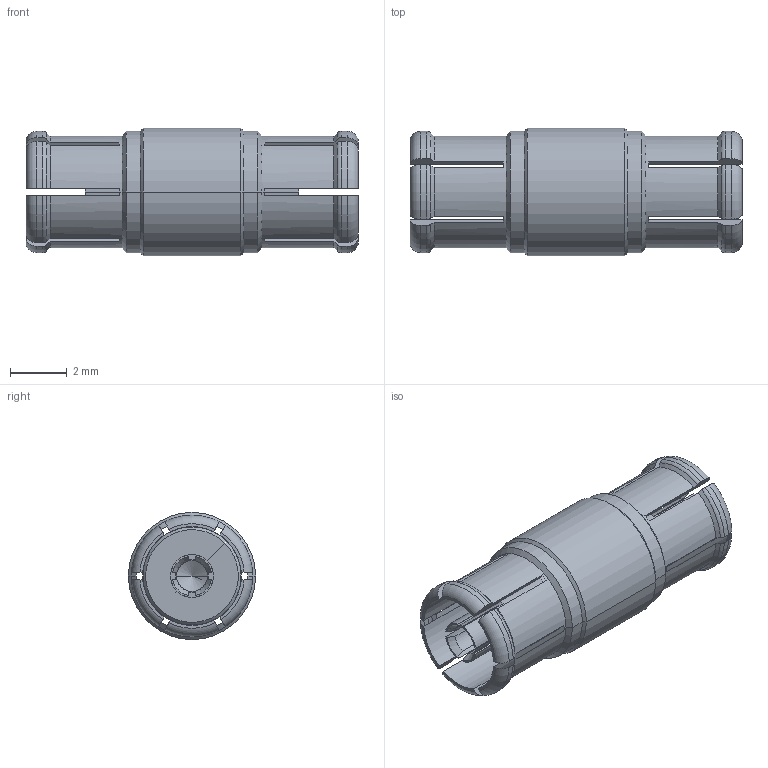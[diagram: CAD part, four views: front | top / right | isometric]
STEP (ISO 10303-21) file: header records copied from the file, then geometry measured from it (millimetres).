
FILE_DESCRIPTION((''),'2;1');
FILE_NAME('PSMP-FSBA-1175','2015-12-10T',('Rajagopal'),(''),'PRO/ENGINEER BY PARAMETRIC TECHNOLOGY CORPORATION, 2014440','PRO/ENGINEER BY PARAMETRIC TECHNOLOGY CORPORATION, 2014440','');
FILE_SCHEMA(('CONFIG_CONTROL_DESIGN'));
Length unit declared in the file: millimetre
Products named in the file (1): PSMP-FSBA-1175
Bounding box: 11.75 x 4.5 x 4.5 mm (x, y, z)
Surface area: 354.3 mm2 (no closed solid volume)
Topology: 0 solids, 5 shells, 130 faces, 488 edges, 338 vertices
Faces by surface type: plane 38, cylinder 34, cone 34, torus 24
Entity records: 5542 total; most frequent: CARTESIAN_POINT 1558, DIRECTION 840, ORIENTED_EDGE 748, EDGE_CURVE 484, VERTEX_POINT 338, AXIS2_PLACEMENT_3D 318, VECTOR 204, LINE 204
